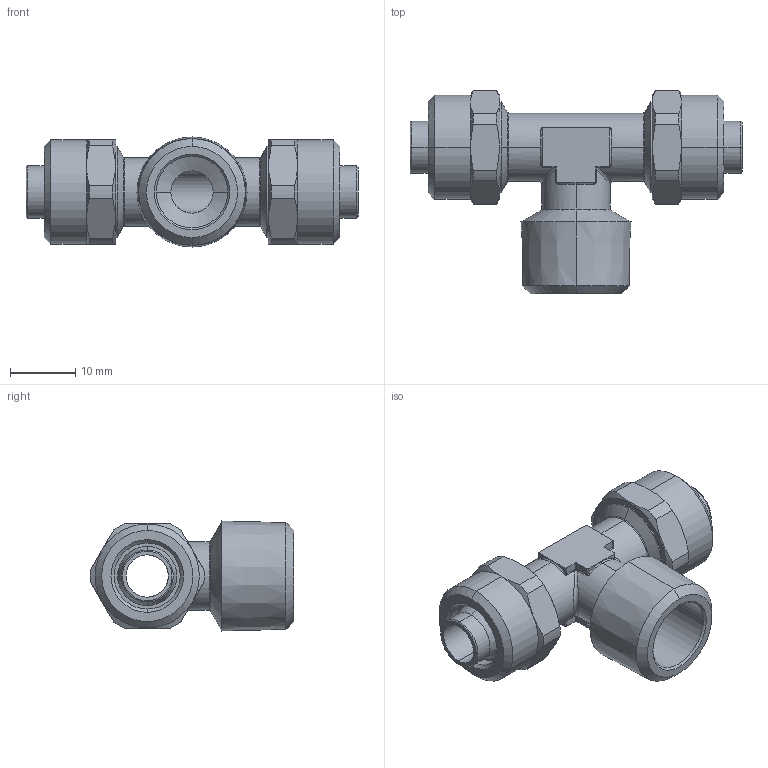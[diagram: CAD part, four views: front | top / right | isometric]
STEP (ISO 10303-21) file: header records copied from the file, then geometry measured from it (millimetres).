
FILE_DESCRIPTION(( 'MC.20.10.38.STEP' ), '1');
FILE_NAME( 'MC.20.10.38.STEP', '2019-06-20T09:00:28',( 'Sopra'),('sopra-pneumatic.com'), 'SwSTEP 2.0','SolidWorks 2009','' );
FILE_SCHEMA (( 'CONFIG_CONTROL_DESIGN' ));
Length unit declared in the file: millimetre
Products named in the file (1): 02100053
Bounding box: 51 x 31.24 x 16.9 mm (x, y, z)
Volume: 6993.3 mm3; surface area: 5292.3 mm2
Topology: 1 solids, 1 shells, 195 faces, 458 edges, 266 vertices
Faces by surface type: cylinder 70, cone 42, plane 39, bspline 22, torus 18, sphere 4
Entity records: 6141 total; most frequent: CARTESIAN_POINT 1746, DIRECTION 924, ORIENTED_EDGE 908, EDGE_CURVE 454, AXIS2_PLACEMENT_3D 384, VERTEX_POINT 266, CIRCLE 210, EDGE_LOOP 204
